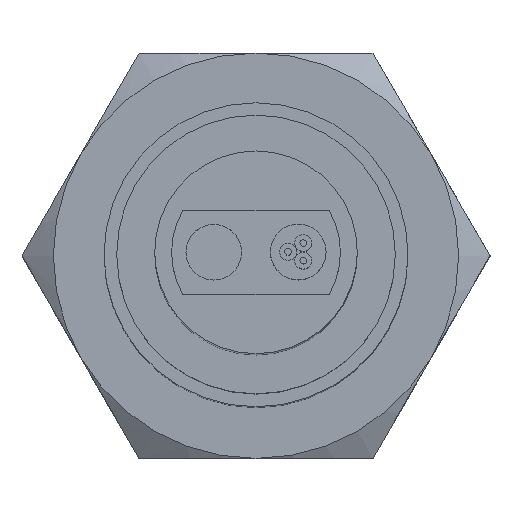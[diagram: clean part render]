
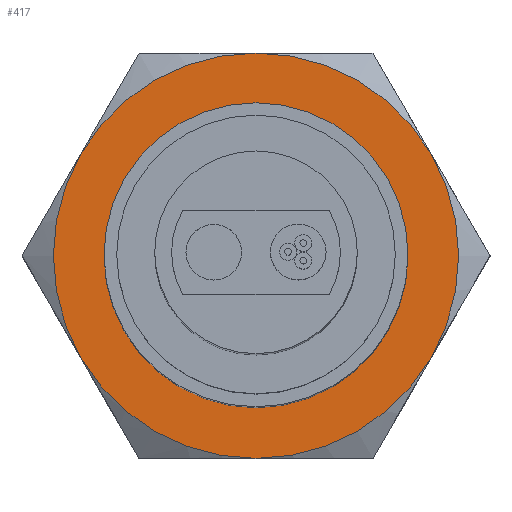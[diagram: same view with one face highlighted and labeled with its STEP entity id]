
A CAD part, top view. The second image highlights one B-rep face of the part: STEP entity #417.
In plain terms, the highlighted face is planar.
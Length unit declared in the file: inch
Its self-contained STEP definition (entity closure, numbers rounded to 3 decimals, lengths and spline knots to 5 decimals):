
#155 = CIRCLE ( 'NONE', #1575, 0.35433 ) ;
#159 = CARTESIAN_POINT ( 'NONE',  ( 0., 2.08258, 0. ) ) ;
#192 = VERTEX_POINT ( 'NONE', #900 ) ;
#201 = ORIENTED_EDGE ( 'NONE', *, *, #1333, .F. ) ;
#236 = CARTESIAN_POINT ( 'NONE',  ( 0., 2.08258, -0.47244 ) ) ;
#292 = CIRCLE ( 'NONE', #575, 0.47244 ) ;
#308 = VERTEX_POINT ( 'NONE', #1133 ) ;
#401 = EDGE_CURVE ( 'NONE', #1353, #926, #959, .T. ) ;
#406 = DIRECTION ( 'NONE',  ( 0., 1., 0. ) ) ;
#417 = ADVANCED_FACE ( 'NONE', ( #1665, #1671 ), #760, .F. ) ;
#432 = CIRCLE ( 'NONE', #2035, 0.47244 ) ;
#477 = DIRECTION ( 'NONE',  ( 1., 0., 0. ) ) ;
#479 = CARTESIAN_POINT ( 'NONE',  ( -0.35433, 2.08258, 0. ) ) ;
#575 = AXIS2_PLACEMENT_3D ( 'NONE', #1950, #1146, #1345 ) ;
#576 = DIRECTION ( 'NONE',  ( 0., 1., 0. ) ) ;
#578 = EDGE_CURVE ( 'NONE', #192, #308, #1512, .T. ) ;
#583 = DIRECTION ( 'NONE',  ( 1., 0., 0. ) ) ;
#749 = EDGE_CURVE ( 'NONE', #926, #1344, #1606, .T. ) ;
#760 = PLANE ( 'NONE',  #863 ) ;
#784 = DIRECTION ( 'NONE',  ( 0., -1., 0. ) ) ;
#805 = CARTESIAN_POINT ( 'NONE',  ( 0., 2.08258, 0. ) ) ;
#863 = AXIS2_PLACEMENT_3D ( 'NONE', #236, #406, #1373 ) ;
#900 = CARTESIAN_POINT ( 'NONE',  ( -0.23622, 2.08258, -0.40915 ) ) ;
#925 = EDGE_CURVE ( 'NONE', #1105, #1105, #155, .T. ) ;
#926 = VERTEX_POINT ( 'NONE', #1759 ) ;
#938 = DIRECTION ( 'NONE',  ( 0., 0., 1. ) ) ;
#946 = CARTESIAN_POINT ( 'NONE',  ( 0., 2.08258, 0. ) ) ;
#959 = CIRCLE ( 'NONE', #1487, 0.47244 ) ;
#1058 = CARTESIAN_POINT ( 'NONE',  ( 0., 2.08258, 0. ) ) ;
#1059 = AXIS2_PLACEMENT_3D ( 'NONE', #1897, #1413, #477 ) ;
#1105 = VERTEX_POINT ( 'NONE', #479 ) ;
#1133 = CARTESIAN_POINT ( 'NONE',  ( -0.47244, 2.08258, 0. ) ) ;
#1140 = ORIENTED_EDGE ( 'NONE', *, *, #925, .F. ) ;
#1146 = DIRECTION ( 'NONE',  ( 0., 1., 0. ) ) ;
#1253 = AXIS2_PLACEMENT_3D ( 'NONE', #805, #1437, #2075 ) ;
#1263 = DIRECTION ( 'NONE',  ( -1., 0., 0. ) ) ;
#1275 = EDGE_CURVE ( 'NONE', #1993, #1353, #432, .T. ) ;
#1333 = EDGE_CURVE ( 'NONE', #308, #1993, #1957, .T. ) ;
#1344 = VERTEX_POINT ( 'NONE', #1403 ) ;
#1345 = DIRECTION ( 'NONE',  ( 0., 0., 1. ) ) ;
#1353 = VERTEX_POINT ( 'NONE', #1875 ) ;
#1364 = ORIENTED_EDGE ( 'NONE', *, *, #1275, .F. ) ;
#1368 = DIRECTION ( 'NONE',  ( 0., 1., 0. ) ) ;
#1373 = DIRECTION ( 'NONE',  ( 1., 0., 0. ) ) ;
#1395 = CARTESIAN_POINT ( 'NONE',  ( 0., 2.08258, 0. ) ) ;
#1403 = CARTESIAN_POINT ( 'NONE',  ( 0.23622, 2.08258, -0.40915 ) ) ;
#1410 = ORIENTED_EDGE ( 'NONE', *, *, #578, .F. ) ;
#1413 = DIRECTION ( 'NONE',  ( 0., 1., 0. ) ) ;
#1437 = DIRECTION ( 'NONE',  ( 0., 1., 0. ) ) ;
#1442 = DIRECTION ( 'NONE',  ( 0., 1., 0. ) ) ;
#1454 = ORIENTED_EDGE ( 'NONE', *, *, #401, .F. ) ;
#1487 = AXIS2_PLACEMENT_3D ( 'NONE', #1058, #576, #1514 ) ;
#1512 = CIRCLE ( 'NONE', #1815, 0.47244 ) ;
#1514 = DIRECTION ( 'NONE',  ( 1., 0., 0. ) ) ;
#1575 = AXIS2_PLACEMENT_3D ( 'NONE', #159, #784, #1263 ) ;
#1606 = CIRCLE ( 'NONE', #1253, 0.47244 ) ;
#1665 = FACE_OUTER_BOUND ( 'NONE', #1833, .T. ) ;
#1671 = FACE_BOUND ( 'NONE', #1708, .T. ) ;
#1708 = EDGE_LOOP ( 'NONE', ( #1140 ) ) ;
#1759 = CARTESIAN_POINT ( 'NONE',  ( 0.47244, 2.08258, 0. ) ) ;
#1815 = AXIS2_PLACEMENT_3D ( 'NONE', #1395, #1368, #583 ) ;
#1833 = EDGE_LOOP ( 'NONE', ( #2041, #1865, #1454, #1364, #201, #1410 ) ) ;
#1848 = EDGE_CURVE ( 'NONE', #1344, #192, #292, .T. ) ;
#1865 = ORIENTED_EDGE ( 'NONE', *, *, #749, .F. ) ;
#1875 = CARTESIAN_POINT ( 'NONE',  ( 0.23622, 2.08258, 0.40915 ) ) ;
#1897 = CARTESIAN_POINT ( 'NONE',  ( 0., 2.08258, 0. ) ) ;
#1950 = CARTESIAN_POINT ( 'NONE',  ( 0., 2.08258, 0. ) ) ;
#1957 = CIRCLE ( 'NONE', #1059, 0.47244 ) ;
#1993 = VERTEX_POINT ( 'NONE', #1995 ) ;
#1995 = CARTESIAN_POINT ( 'NONE',  ( -0.23622, 2.08258, 0.40915 ) ) ;
#2035 = AXIS2_PLACEMENT_3D ( 'NONE', #946, #1442, #938 ) ;
#2041 = ORIENTED_EDGE ( 'NONE', *, *, #1848, .F. ) ;
#2075 = DIRECTION ( 'NONE',  ( 1., 0., 0. ) ) ;
